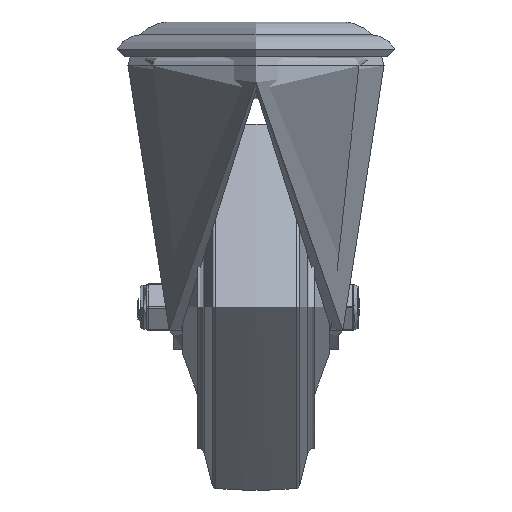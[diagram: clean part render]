
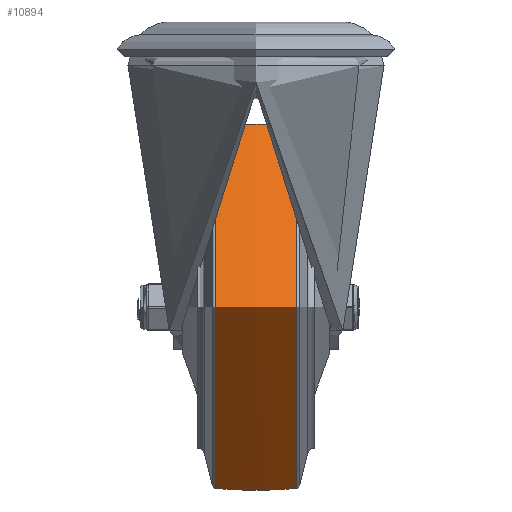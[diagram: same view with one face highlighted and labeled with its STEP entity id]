
A CAD part, left-side view. The second image highlights one B-rep face of the part: STEP entity #10894.
In plain terms, the highlighted free-form (B-spline) face has degree [2, 2] with [3, 9] control points.
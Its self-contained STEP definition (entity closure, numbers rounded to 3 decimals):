
#2842=(
BOUNDED_SURFACE()
B_SPLINE_SURFACE(2,2,((#15571,#15572,#15573,#15574,#15575,#15576,#15577,
#15578,#15579),(#15580,#15581,#15582,#15583,#15584,#15585,#15586,#15587,
#15588),(#15589,#15590,#15591,#15592,#15593,#15594,#15595,#15596,#15597)),
 .UNSPECIFIED.,.F.,.T.,.F.)
B_SPLINE_SURFACE_WITH_KNOTS((3,3),(3,2,2,2,3),(-0.08,0.08),
(-3.142,-1.571,0.,1.571,3.142),
 .UNSPECIFIED.)
GEOMETRIC_REPRESENTATION_ITEM()
RATIONAL_B_SPLINE_SURFACE(((1.,0.707,1.,0.707,1.,
0.707,1.,0.707,1.),(0.997,0.705,
0.997,0.705,0.997,0.705,
0.997,0.705,0.997),(1.,0.707,
1.,0.707,1.,0.707,1.,0.707,1.)))
REPRESENTATION_ITEM('')
SURFACE()
);
#2844=FACE_OUTER_BOUND('',#3540,.T.);
#3540=EDGE_LOOP('',(#7577,#7578,#7579,#7580));
#4382=CIRCLE('',#11764,49.559);
#4383=CIRCLE('',#11765,138.313);
#4384=CIRCLE('',#11766,49.559);
#4855=VERTEX_POINT('',#15568);
#4856=VERTEX_POINT('',#15598);
#5932=EDGE_CURVE('',#4855,#4855,#4382,.T.);
#5933=EDGE_CURVE('',#4855,#4856,#4383,.T.);
#5934=EDGE_CURVE('',#4856,#4856,#4384,.T.);
#7577=ORIENTED_EDGE('',*,*,#5932,.F.);
#7578=ORIENTED_EDGE('',*,*,#5933,.T.);
#7579=ORIENTED_EDGE('',*,*,#5934,.T.);
#7580=ORIENTED_EDGE('',*,*,#5933,.F.);
#10894=ADVANCED_FACE('',(#2844),#2842,.F.);
#11764=AXIS2_PLACEMENT_3D('',#15570,#12813,#12814);
#11765=AXIS2_PLACEMENT_3D('',#15599,#12815,#12816);
#11766=AXIS2_PLACEMENT_3D('',#15600,#12817,#12818);
#12813=DIRECTION('center_axis',(0.,1.,0.));
#12814=DIRECTION('ref_axis',(0.,0.,
1.));
#12815=DIRECTION('center_axis',(-1.,0.,0.));
#12816=DIRECTION('ref_axis',(0.,0.,-1.));
#12817=DIRECTION('center_axis',(0.,1.,0.));
#12818=DIRECTION('ref_axis',(0.,0.,
1.));
#15568=CARTESIAN_POINT('',(0.,11.033,-49.559));
#15570=CARTESIAN_POINT('Origin',(0.,11.033,
0.));
#15571=CARTESIAN_POINT('Ctrl Pts',(0.,-11.033,
-49.559));
#15572=CARTESIAN_POINT('Ctrl Pts',(-49.559,-11.033,
-49.559));
#15573=CARTESIAN_POINT('Ctrl Pts',(-49.559,-11.033,
0.));
#15574=CARTESIAN_POINT('Ctrl Pts',(-49.559,-11.033,
49.559));
#15575=CARTESIAN_POINT('Ctrl Pts',(0.,-11.033,
49.559));
#15576=CARTESIAN_POINT('Ctrl Pts',(49.559,-11.033,49.559));
#15577=CARTESIAN_POINT('Ctrl Pts',(49.559,-11.033,0.));
#15578=CARTESIAN_POINT('Ctrl Pts',(49.559,-11.033,-49.559));
#15579=CARTESIAN_POINT('Ctrl Pts',(0.,-11.033,
-49.559));
#15580=CARTESIAN_POINT('Ctrl Pts',(0.,0.,
-50.442));
#15581=CARTESIAN_POINT('Ctrl Pts',(-50.442,0.,
-50.442));
#15582=CARTESIAN_POINT('Ctrl Pts',(-50.442,0.,
0.));
#15583=CARTESIAN_POINT('Ctrl Pts',(-50.442,0.,
50.442));
#15584=CARTESIAN_POINT('Ctrl Pts',(0.,0.,
50.442));
#15585=CARTESIAN_POINT('Ctrl Pts',(50.442,0.,
50.442));
#15586=CARTESIAN_POINT('Ctrl Pts',(50.442,0.,
0.));
#15587=CARTESIAN_POINT('Ctrl Pts',(50.442,0.,
-50.442));
#15588=CARTESIAN_POINT('Ctrl Pts',(0.,0.,
-50.442));
#15589=CARTESIAN_POINT('Ctrl Pts',(0.,11.033,
-49.559));
#15590=CARTESIAN_POINT('Ctrl Pts',(-49.559,11.033,-49.559));
#15591=CARTESIAN_POINT('Ctrl Pts',(-49.559,11.033,0.));
#15592=CARTESIAN_POINT('Ctrl Pts',(-49.559,11.033,49.559));
#15593=CARTESIAN_POINT('Ctrl Pts',(0.,11.033,
49.559));
#15594=CARTESIAN_POINT('Ctrl Pts',(49.559,11.033,49.559));
#15595=CARTESIAN_POINT('Ctrl Pts',(49.559,11.033,0.));
#15596=CARTESIAN_POINT('Ctrl Pts',(49.559,11.033,-49.559));
#15597=CARTESIAN_POINT('Ctrl Pts',(0.,11.033,
-49.559));
#15598=CARTESIAN_POINT('',(0.,-11.033,-49.559));
#15599=CARTESIAN_POINT('Origin',(0.,0.,
88.312));
#15600=CARTESIAN_POINT('Origin',(0.,-11.033,
0.));
